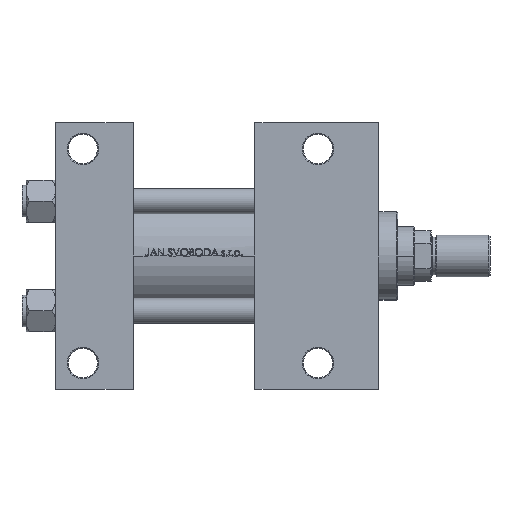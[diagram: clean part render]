
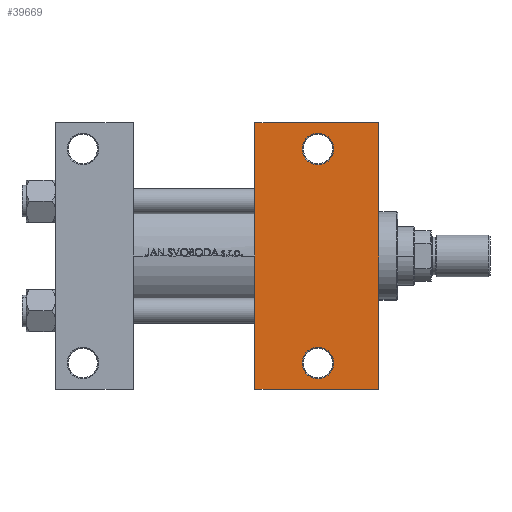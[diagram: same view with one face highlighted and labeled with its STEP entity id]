
A CAD part, front view. The second image highlights one B-rep face of the part: STEP entity #39669.
In plain terms, the highlighted face is planar.
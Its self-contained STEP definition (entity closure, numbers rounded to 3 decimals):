
#105 = PLANE ( 'NONE',  #34711 ) ;
#1089 = VECTOR ( 'NONE', #40282, 1000. ) ;
#3382 = VERTEX_POINT ( 'NONE', #16687 ) ;
#4611 = EDGE_CURVE ( 'NONE', #23658, #31852, #40766, .T. ) ;
#6990 = CARTESIAN_POINT ( 'NONE',  ( 117.5, 51., -37.5 ) ) ;
#7135 = CARTESIAN_POINT ( 'NONE',  ( 117.5, -51., -37.5 ) ) ;
#7297 = EDGE_CURVE ( 'NONE', #24464, #23658, #35815, .T. ) ;
#7560 = CIRCLE ( 'NONE', #46641, 7.5 ) ;
#8593 = FACE_BOUND ( 'NONE', #33039, .T. ) ;
#9086 = CARTESIAN_POINT ( 'NONE',  ( 125., 51., -37.5 ) ) ;
#9305 = ORIENTED_EDGE ( 'NONE', *, *, #42978, .T. ) ;
#10180 = ORIENTED_EDGE ( 'NONE', *, *, #42226, .F. ) ;
#10869 = DIRECTION ( 'NONE',  ( -1., 0., 0. ) ) ;
#11048 = EDGE_CURVE ( 'NONE', #31852, #14851, #21700, .T. ) ;
#11082 = EDGE_CURVE ( 'NONE', #3382, #33271, #19513, .T. ) ;
#11350 = FACE_BOUND ( 'NONE', #40771, .T. ) ;
#12345 = ORIENTED_EDGE ( 'NONE', *, *, #11048, .T. ) ;
#13555 = LINE ( 'NONE', #21540, #1089 ) ;
#14770 = CARTESIAN_POINT ( 'NONE',  ( 132.5, -51., -37.5 ) ) ;
#14851 = VERTEX_POINT ( 'NONE', #16144 ) ;
#15345 = DIRECTION ( 'NONE',  ( -1., 0., 0. ) ) ;
#15428 = CARTESIAN_POINT ( 'NONE',  ( 125., 51., -37.5 ) ) ;
#16144 = CARTESIAN_POINT ( 'NONE',  ( 95., -63.5, -37.5 ) ) ;
#16687 = CARTESIAN_POINT ( 'NONE',  ( 132.5, 51., -37.5 ) ) ;
#17518 = CARTESIAN_POINT ( 'NONE',  ( 154., 37.5, -37.5 ) ) ;
#17853 = CARTESIAN_POINT ( 'NONE',  ( 95., 63.5, -37.5 ) ) ;
#17923 = ORIENTED_EDGE ( 'NONE', *, *, #11082, .T. ) ;
#18588 = DIRECTION ( 'NONE',  ( 0., 0., 1. ) ) ;
#18816 = CARTESIAN_POINT ( 'NONE',  ( 154., -63.5, -37.5 ) ) ;
#19083 = FACE_OUTER_BOUND ( 'NONE', #20351, .T. ) ;
#19406 = VECTOR ( 'NONE', #32552, 1000. ) ;
#19513 = CIRCLE ( 'NONE', #27484, 7.5 ) ;
#20351 = EDGE_LOOP ( 'NONE', ( #10180, #28718, #45042, #12345 ) ) ;
#21540 = CARTESIAN_POINT ( 'NONE',  ( 95., 37.5, -37.5 ) ) ;
#21700 = LINE ( 'NONE', #33194, #41050 ) ;
#22335 = CARTESIAN_POINT ( 'NONE',  ( 125., -51., -37.5 ) ) ;
#22633 = CIRCLE ( 'NONE', #41790, 7.5 ) ;
#23658 = VERTEX_POINT ( 'NONE', #45271 ) ;
#24464 = VERTEX_POINT ( 'NONE', #17853 ) ;
#27457 = AXIS2_PLACEMENT_3D ( 'NONE', #22335, #18588, #45564 ) ;
#27484 = AXIS2_PLACEMENT_3D ( 'NONE', #15428, #30179, #34406 ) ;
#28718 = ORIENTED_EDGE ( 'NONE', *, *, #7297, .T. ) ;
#30179 = DIRECTION ( 'NONE',  ( 0., 0., 1. ) ) ;
#31415 = VERTEX_POINT ( 'NONE', #14770 ) ;
#31568 = DIRECTION ( 'NONE',  ( -1., 0., 0. ) ) ;
#31852 = VERTEX_POINT ( 'NONE', #18816 ) ;
#32552 = DIRECTION ( 'NONE',  ( 1., 0., 0. ) ) ;
#33039 = EDGE_LOOP ( 'NONE', ( #47920, #37760 ) ) ;
#33194 = CARTESIAN_POINT ( 'NONE',  ( 95., -63.5, -37.5 ) ) ;
#33271 = VERTEX_POINT ( 'NONE', #6990 ) ;
#33353 = DIRECTION ( 'NONE',  ( 0., 0., 1. ) ) ;
#33446 = DIRECTION ( 'NONE',  ( -1., 0., 0. ) ) ;
#34406 = DIRECTION ( 'NONE',  ( -1., 0., 0. ) ) ;
#34711 = AXIS2_PLACEMENT_3D ( 'NONE', #42310, #46556, #15345 ) ;
#35060 = DIRECTION ( 'NONE',  ( 0., 0., 1. ) ) ;
#35462 = CIRCLE ( 'NONE', #27457, 7.5 ) ;
#35815 = LINE ( 'NONE', #48037, #19406 ) ;
#36259 = DIRECTION ( 'NONE',  ( 0., -1., 0. ) ) ;
#36876 = VECTOR ( 'NONE', #36259, 1000. ) ;
#37760 = ORIENTED_EDGE ( 'NONE', *, *, #42140, .T. ) ;
#39669 = ADVANCED_FACE ( 'NONE', ( #11350, #8593, #19083 ), #105, .T. ) ;
#40282 = DIRECTION ( 'NONE',  ( 0., -1., 0. ) ) ;
#40766 = LINE ( 'NONE', #17518, #36876 ) ;
#40771 = EDGE_LOOP ( 'NONE', ( #9305, #17923 ) ) ;
#41050 = VECTOR ( 'NONE', #33446, 1000. ) ;
#41790 = AXIS2_PLACEMENT_3D ( 'NONE', #9086, #35060, #31568 ) ;
#42140 = EDGE_CURVE ( 'NONE', #31415, #47207, #35462, .T. ) ;
#42226 = EDGE_CURVE ( 'NONE', #24464, #14851, #13555, .T. ) ;
#42310 = CARTESIAN_POINT ( 'NONE',  ( 154., 37.5, -37.5 ) ) ;
#42978 = EDGE_CURVE ( 'NONE', #33271, #3382, #22633, .T. ) ;
#45042 = ORIENTED_EDGE ( 'NONE', *, *, #4611, .T. ) ;
#45271 = CARTESIAN_POINT ( 'NONE',  ( 154., 63.5, -37.5 ) ) ;
#45284 = EDGE_CURVE ( 'NONE', #47207, #31415, #7560, .T. ) ;
#45564 = DIRECTION ( 'NONE',  ( -1., 0., 0. ) ) ;
#46556 = DIRECTION ( 'NONE',  ( 0., 0., -1. ) ) ;
#46641 = AXIS2_PLACEMENT_3D ( 'NONE', #48814, #33353, #10869 ) ;
#47207 = VERTEX_POINT ( 'NONE', #7135 ) ;
#47920 = ORIENTED_EDGE ( 'NONE', *, *, #45284, .T. ) ;
#48037 = CARTESIAN_POINT ( 'NONE',  ( 95., 63.5, -37.5 ) ) ;
#48814 = CARTESIAN_POINT ( 'NONE',  ( 125., -51., -37.5 ) ) ;
